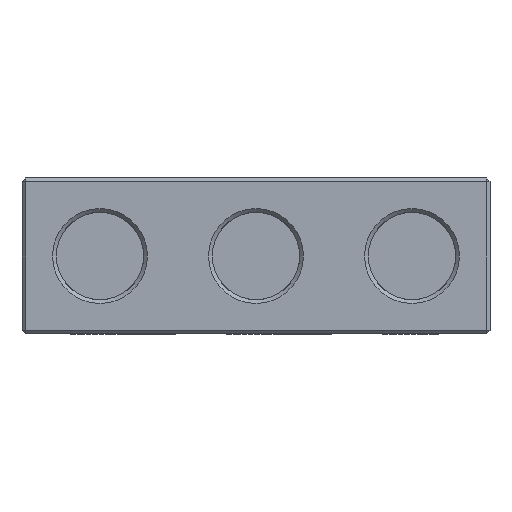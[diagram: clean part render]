
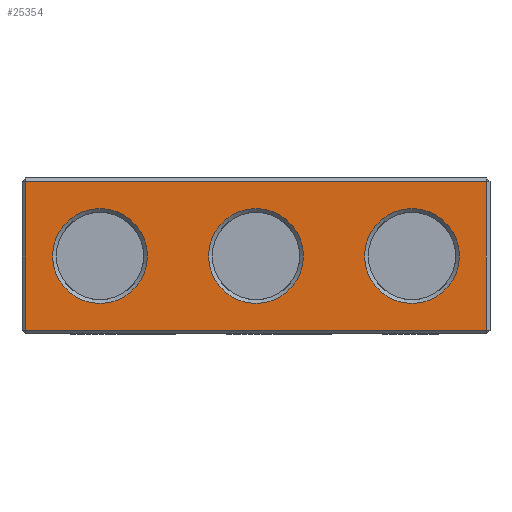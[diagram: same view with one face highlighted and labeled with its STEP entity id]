
A CAD part, front view. The second image highlights one B-rep face of the part: STEP entity #25354.
In plain terms, the highlighted planar face has unit normal (0, -1, 0).
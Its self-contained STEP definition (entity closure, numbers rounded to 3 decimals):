
#21249 = PLANE('',#21250);
#21250 = AXIS2_PLACEMENT_3D('',#21251,#21252,#21253);
#21251 = CARTESIAN_POINT('',(0.,-12.35,12.35));
#21252 = DIRECTION('',(0.,-0.707,0.707));
#21253 = DIRECTION('',(1.,0.,0.));
#23121 = PLANE('',#23122);
#23122 = AXIS2_PLACEMENT_3D('',#23123,#23124,#23125);
#23123 = CARTESIAN_POINT('',(-18.6,-12.35,0.));
#23124 = DIRECTION('',(-0.707,-0.707,0.));
#23125 = DIRECTION('',(0.,0.,1.));
#25276 = VERTEX_POINT('',#25277);
#25277 = CARTESIAN_POINT('',(-16.3,-12.5,6.25));
#25286 = CONICAL_SURFACE('',#25287,3.65,0.785);
#25287 = AXIS2_PLACEMENT_3D('',#25288,#25289,#25290);
#25288 = CARTESIAN_POINT('',(-12.5,-12.35,6.25));
#25289 = DIRECTION('',(0.,-1.,0.));
#25290 = DIRECTION('',(1.,0.,0.));
#25328 = EDGE_CURVE('',#25276,#25276,#25329,.T.);
#25329 = SURFACE_CURVE('',#25330,(#25335,#25342),.PCURVE_S1.);
#25330 = CIRCLE('',#25331,3.8);
#25331 = AXIS2_PLACEMENT_3D('',#25332,#25333,#25334);
#25332 = CARTESIAN_POINT('',(-12.5,-12.5,6.25));
#25333 = DIRECTION('',(0.,-1.,0.));
#25334 = DIRECTION('',(1.,0.,0.));
#25335 = PCURVE('',#25286,#25336);
#25336 = DEFINITIONAL_REPRESENTATION('',(#25337),#25341);
#25337 = LINE('',#25338,#25339);
#25338 = CARTESIAN_POINT('',(0.,0.15));
#25339 = VECTOR('',#25340,1.);
#25340 = DIRECTION('',(1.,0.));
#25341 = ( GEOMETRIC_REPRESENTATION_CONTEXT(2) 
PARAMETRIC_REPRESENTATION_CONTEXT() REPRESENTATION_CONTEXT('2D SPACE',''
  ) );
#25342 = PCURVE('',#25343,#25348);
#25343 = PLANE('',#25344);
#25344 = AXIS2_PLACEMENT_3D('',#25345,#25346,#25347);
#25345 = CARTESIAN_POINT('',(0.,-12.5,0.));
#25346 = DIRECTION('',(0.,-1.,0.));
#25347 = DIRECTION('',(0.,0.,1.));
#25348 = DEFINITIONAL_REPRESENTATION('',(#25349),#25353);
#25349 = CIRCLE('',#25350,3.8);
#25350 = AXIS2_PLACEMENT_2D('',#25351,#25352);
#25351 = CARTESIAN_POINT('',(6.25,12.5));
#25352 = DIRECTION('',(0.,-1.));
#25353 = ( GEOMETRIC_REPRESENTATION_CONTEXT(2) 
PARAMETRIC_REPRESENTATION_CONTEXT() REPRESENTATION_CONTEXT('2D SPACE',''
  ) );
#25354 = ADVANCED_FACE('',(#25355,#25459,#25490,#25521),#25343,.T.);
#25355 = FACE_BOUND('',#25356,.T.);
#25356 = EDGE_LOOP('',(#25357,#25387,#25415,#25438));
#25357 = ORIENTED_EDGE('',*,*,#25358,.F.);
#25358 = EDGE_CURVE('',#25359,#25361,#25363,.T.);
#25359 = VERTEX_POINT('',#25360);
#25360 = CARTESIAN_POINT('',(18.45,-12.5,0.3));
#25361 = VERTEX_POINT('',#25362);
#25362 = CARTESIAN_POINT('',(-18.45,-12.5,0.3));
#25363 = SURFACE_CURVE('',#25364,(#25368,#25375),.PCURVE_S1.);
#25364 = LINE('',#25365,#25366);
#25365 = CARTESIAN_POINT('',(0.,-12.5,0.3));
#25366 = VECTOR('',#25367,1.);
#25367 = DIRECTION('',(-1.,0.,0.));
#25368 = PCURVE('',#25343,#25369);
#25369 = DEFINITIONAL_REPRESENTATION('',(#25370),#25374);
#25370 = LINE('',#25371,#25372);
#25371 = CARTESIAN_POINT('',(0.3,0.));
#25372 = VECTOR('',#25373,1.);
#25373 = DIRECTION('',(0.,1.));
#25374 = ( GEOMETRIC_REPRESENTATION_CONTEXT(2) 
PARAMETRIC_REPRESENTATION_CONTEXT() REPRESENTATION_CONTEXT('2D SPACE',''
  ) );
#25375 = PCURVE('',#25376,#25381);
#25376 = PLANE('',#25377);
#25377 = AXIS2_PLACEMENT_3D('',#25378,#25379,#25380);
#25378 = CARTESIAN_POINT('',(0.,-12.35,0.15));
#25379 = DIRECTION('',(0.,-0.707,-0.707));
#25380 = DIRECTION('',(-1.,-0.,0.));
#25381 = DEFINITIONAL_REPRESENTATION('',(#25382),#25386);
#25382 = LINE('',#25383,#25384);
#25383 = CARTESIAN_POINT('',(0.,-0.212));
#25384 = VECTOR('',#25385,1.);
#25385 = DIRECTION('',(1.,0.));
#25386 = ( GEOMETRIC_REPRESENTATION_CONTEXT(2) 
PARAMETRIC_REPRESENTATION_CONTEXT() REPRESENTATION_CONTEXT('2D SPACE',''
  ) );
#25387 = ORIENTED_EDGE('',*,*,#25388,.F.);
#25388 = EDGE_CURVE('',#25389,#25359,#25391,.T.);
#25389 = VERTEX_POINT('',#25390);
#25390 = CARTESIAN_POINT('',(18.45,-12.5,12.2));
#25391 = SURFACE_CURVE('',#25392,(#25396,#25403),.PCURVE_S1.);
#25392 = LINE('',#25393,#25394);
#25393 = CARTESIAN_POINT('',(18.45,-12.5,0.));
#25394 = VECTOR('',#25395,1.);
#25395 = DIRECTION('',(0.,0.,-1.));
#25396 = PCURVE('',#25343,#25397);
#25397 = DEFINITIONAL_REPRESENTATION('',(#25398),#25402);
#25398 = LINE('',#25399,#25400);
#25399 = CARTESIAN_POINT('',(0.,-18.45));
#25400 = VECTOR('',#25401,1.);
#25401 = DIRECTION('',(-1.,0.));
#25402 = ( GEOMETRIC_REPRESENTATION_CONTEXT(2) 
PARAMETRIC_REPRESENTATION_CONTEXT() REPRESENTATION_CONTEXT('2D SPACE',''
  ) );
#25403 = PCURVE('',#25404,#25409);
#25404 = PLANE('',#25405);
#25405 = AXIS2_PLACEMENT_3D('',#25406,#25407,#25408);
#25406 = CARTESIAN_POINT('',(18.6,-12.35,0.));
#25407 = DIRECTION('',(0.707,-0.707,0.));
#25408 = DIRECTION('',(0.,0.,-1.));
#25409 = DEFINITIONAL_REPRESENTATION('',(#25410),#25414);
#25410 = LINE('',#25411,#25412);
#25411 = CARTESIAN_POINT('',(-0.,-0.212));
#25412 = VECTOR('',#25413,1.);
#25413 = DIRECTION('',(1.,0.));
#25414 = ( GEOMETRIC_REPRESENTATION_CONTEXT(2) 
PARAMETRIC_REPRESENTATION_CONTEXT() REPRESENTATION_CONTEXT('2D SPACE',''
  ) );
#25415 = ORIENTED_EDGE('',*,*,#25416,.F.);
#25416 = EDGE_CURVE('',#25417,#25389,#25419,.T.);
#25417 = VERTEX_POINT('',#25418);
#25418 = CARTESIAN_POINT('',(-18.45,-12.5,12.2));
#25419 = SURFACE_CURVE('',#25420,(#25424,#25431),.PCURVE_S1.);
#25420 = LINE('',#25421,#25422);
#25421 = CARTESIAN_POINT('',(0.,-12.5,12.2));
#25422 = VECTOR('',#25423,1.);
#25423 = DIRECTION('',(1.,0.,0.));
#25424 = PCURVE('',#25343,#25425);
#25425 = DEFINITIONAL_REPRESENTATION('',(#25426),#25430);
#25426 = LINE('',#25427,#25428);
#25427 = CARTESIAN_POINT('',(12.2,0.));
#25428 = VECTOR('',#25429,1.);
#25429 = DIRECTION('',(0.,-1.));
#25430 = ( GEOMETRIC_REPRESENTATION_CONTEXT(2) 
PARAMETRIC_REPRESENTATION_CONTEXT() REPRESENTATION_CONTEXT('2D SPACE',''
  ) );
#25431 = PCURVE('',#21249,#25432);
#25432 = DEFINITIONAL_REPRESENTATION('',(#25433),#25437);
#25433 = LINE('',#25434,#25435);
#25434 = CARTESIAN_POINT('',(0.,-0.212));
#25435 = VECTOR('',#25436,1.);
#25436 = DIRECTION('',(1.,0.));
#25437 = ( GEOMETRIC_REPRESENTATION_CONTEXT(2) 
PARAMETRIC_REPRESENTATION_CONTEXT() REPRESENTATION_CONTEXT('2D SPACE',''
  ) );
#25438 = ORIENTED_EDGE('',*,*,#25439,.F.);
#25439 = EDGE_CURVE('',#25361,#25417,#25440,.T.);
#25440 = SURFACE_CURVE('',#25441,(#25445,#25452),.PCURVE_S1.);
#25441 = LINE('',#25442,#25443);
#25442 = CARTESIAN_POINT('',(-18.45,-12.5,0.));
#25443 = VECTOR('',#25444,1.);
#25444 = DIRECTION('',(0.,0.,1.));
#25445 = PCURVE('',#25343,#25446);
#25446 = DEFINITIONAL_REPRESENTATION('',(#25447),#25451);
#25447 = LINE('',#25448,#25449);
#25448 = CARTESIAN_POINT('',(0.,18.45));
#25449 = VECTOR('',#25450,1.);
#25450 = DIRECTION('',(1.,0.));
#25451 = ( GEOMETRIC_REPRESENTATION_CONTEXT(2) 
PARAMETRIC_REPRESENTATION_CONTEXT() REPRESENTATION_CONTEXT('2D SPACE',''
  ) );
#25452 = PCURVE('',#23121,#25453);
#25453 = DEFINITIONAL_REPRESENTATION('',(#25454),#25458);
#25454 = LINE('',#25455,#25456);
#25455 = CARTESIAN_POINT('',(0.,-0.212));
#25456 = VECTOR('',#25457,1.);
#25457 = DIRECTION('',(1.,0.));
#25458 = ( GEOMETRIC_REPRESENTATION_CONTEXT(2) 
PARAMETRIC_REPRESENTATION_CONTEXT() REPRESENTATION_CONTEXT('2D SPACE',''
  ) );
#25459 = FACE_BOUND('',#25460,.T.);
#25460 = EDGE_LOOP('',(#25461));
#25461 = ORIENTED_EDGE('',*,*,#25462,.F.);
#25462 = EDGE_CURVE('',#25463,#25463,#25465,.T.);
#25463 = VERTEX_POINT('',#25464);
#25464 = CARTESIAN_POINT('',(-3.8,-12.5,6.25));
#25465 = SURFACE_CURVE('',#25466,(#25471,#25478),.PCURVE_S1.);
#25466 = CIRCLE('',#25467,3.8);
#25467 = AXIS2_PLACEMENT_3D('',#25468,#25469,#25470);
#25468 = CARTESIAN_POINT('',(0.,-12.5,6.25));
#25469 = DIRECTION('',(0.,-1.,0.));
#25470 = DIRECTION('',(1.,0.,0.));
#25471 = PCURVE('',#25343,#25472);
#25472 = DEFINITIONAL_REPRESENTATION('',(#25473),#25477);
#25473 = CIRCLE('',#25474,3.8);
#25474 = AXIS2_PLACEMENT_2D('',#25475,#25476);
#25475 = CARTESIAN_POINT('',(6.25,0.));
#25476 = DIRECTION('',(0.,-1.));
#25477 = ( GEOMETRIC_REPRESENTATION_CONTEXT(2) 
PARAMETRIC_REPRESENTATION_CONTEXT() REPRESENTATION_CONTEXT('2D SPACE',''
  ) );
#25478 = PCURVE('',#25479,#25484);
#25479 = CONICAL_SURFACE('',#25480,3.65,0.785);
#25480 = AXIS2_PLACEMENT_3D('',#25481,#25482,#25483);
#25481 = CARTESIAN_POINT('',(0.,-12.35,6.25));
#25482 = DIRECTION('',(0.,-1.,0.));
#25483 = DIRECTION('',(1.,0.,0.));
#25484 = DEFINITIONAL_REPRESENTATION('',(#25485),#25489);
#25485 = LINE('',#25486,#25487);
#25486 = CARTESIAN_POINT('',(0.,0.15));
#25487 = VECTOR('',#25488,1.);
#25488 = DIRECTION('',(1.,0.));
#25489 = ( GEOMETRIC_REPRESENTATION_CONTEXT(2) 
PARAMETRIC_REPRESENTATION_CONTEXT() REPRESENTATION_CONTEXT('2D SPACE',''
  ) );
#25490 = FACE_BOUND('',#25491,.T.);
#25491 = EDGE_LOOP('',(#25492));
#25492 = ORIENTED_EDGE('',*,*,#25493,.F.);
#25493 = EDGE_CURVE('',#25494,#25494,#25496,.T.);
#25494 = VERTEX_POINT('',#25495);
#25495 = CARTESIAN_POINT('',(8.7,-12.5,6.25));
#25496 = SURFACE_CURVE('',#25497,(#25502,#25509),.PCURVE_S1.);
#25497 = CIRCLE('',#25498,3.8);
#25498 = AXIS2_PLACEMENT_3D('',#25499,#25500,#25501);
#25499 = CARTESIAN_POINT('',(12.5,-12.5,6.25));
#25500 = DIRECTION('',(0.,-1.,0.));
#25501 = DIRECTION('',(1.,0.,0.));
#25502 = PCURVE('',#25343,#25503);
#25503 = DEFINITIONAL_REPRESENTATION('',(#25504),#25508);
#25504 = CIRCLE('',#25505,3.8);
#25505 = AXIS2_PLACEMENT_2D('',#25506,#25507);
#25506 = CARTESIAN_POINT('',(6.25,-12.5));
#25507 = DIRECTION('',(0.,-1.));
#25508 = ( GEOMETRIC_REPRESENTATION_CONTEXT(2) 
PARAMETRIC_REPRESENTATION_CONTEXT() REPRESENTATION_CONTEXT('2D SPACE',''
  ) );
#25509 = PCURVE('',#25510,#25515);
#25510 = CONICAL_SURFACE('',#25511,3.65,0.785);
#25511 = AXIS2_PLACEMENT_3D('',#25512,#25513,#25514);
#25512 = CARTESIAN_POINT('',(12.5,-12.35,6.25));
#25513 = DIRECTION('',(0.,-1.,0.));
#25514 = DIRECTION('',(1.,0.,0.));
#25515 = DEFINITIONAL_REPRESENTATION('',(#25516),#25520);
#25516 = LINE('',#25517,#25518);
#25517 = CARTESIAN_POINT('',(0.,0.15));
#25518 = VECTOR('',#25519,1.);
#25519 = DIRECTION('',(1.,0.));
#25520 = ( GEOMETRIC_REPRESENTATION_CONTEXT(2) 
PARAMETRIC_REPRESENTATION_CONTEXT() REPRESENTATION_CONTEXT('2D SPACE',''
  ) );
#25521 = FACE_BOUND('',#25522,.T.);
#25522 = EDGE_LOOP('',(#25523));
#25523 = ORIENTED_EDGE('',*,*,#25328,.F.);
